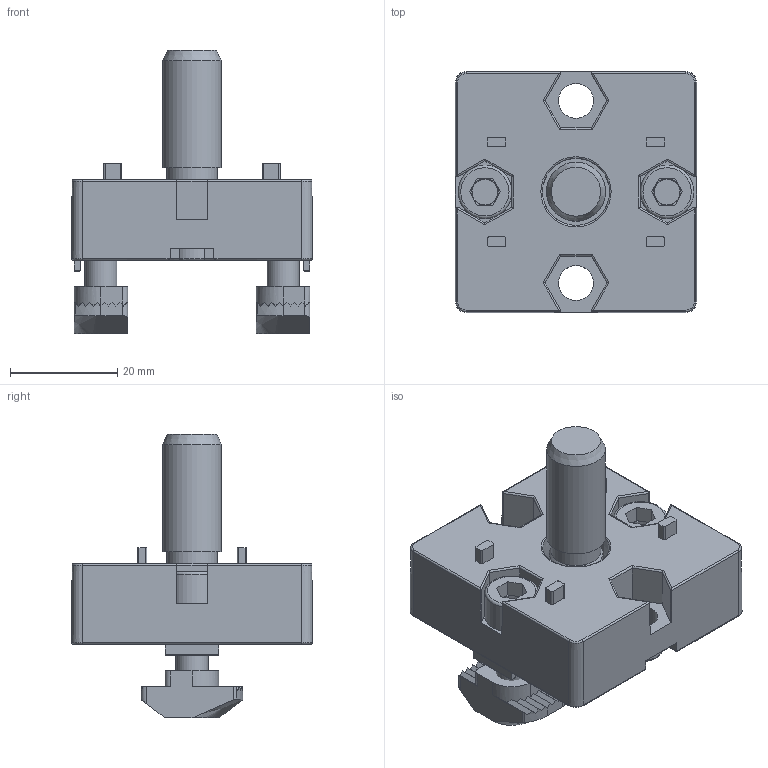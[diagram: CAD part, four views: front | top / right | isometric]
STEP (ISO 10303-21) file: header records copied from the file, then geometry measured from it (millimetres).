
FILE_DESCRIPTION(/* description */ (''),/* implementation_level */ '2;1');
FILE_NAME(/* name */ '1025451.stp',/* time_stamp */ '2024-07-25T10:49:04+02:00',/* author */ ('Bo'),/* organization */ (''),/* preprocessor_version */ 'ST-DEVELOPER v20',/* originating_system */ 'Autodesk Inventor 2025',/* authorisation */ ' ');
FILE_SCHEMA (('AUTOMOTIVE_DESIGN { 1 0 10303 214 3 1 1 }'));
Length unit declared in the file: millimetre
Products named in the file (7): 1025451; 1025451-1; 1025451-2; 1025451-3; 1025451-4; 1025451-5; 1025451-6
Assembly tree (6 placements, depth 2):
  1025451
    1025451-1
    1025451-2
    1025451-3
    1025451-4
    1025451-5
    1025451-6
Bounding box: 44.99 x 44.99 x 53 mm (x, y, z)
Volume: 27783 mm3; surface area: 14566.9 mm2
Topology: 6 solids, 6 shells, 496 faces, 1270 edges, 800 vertices
Faces by surface type: plane 248, cylinder 171, torus 50, cone 22, bspline 5
Full cylindrical faces by diameter (mm): 4.917 x2, 6 x2, 6.5 x4, 9.36 x1, 10 x2, 10.04 x1, 11 x1, 19.6 x1
Entity records: 16171 total; most frequent: CARTESIAN_POINT 3359, DIRECTION 2669, ORIENTED_EDGE 2536, EDGE_CURVE 1268, AXIS2_PLACEMENT_3D 985, VERTEX_POINT 800, LINE 699, VECTOR 699
